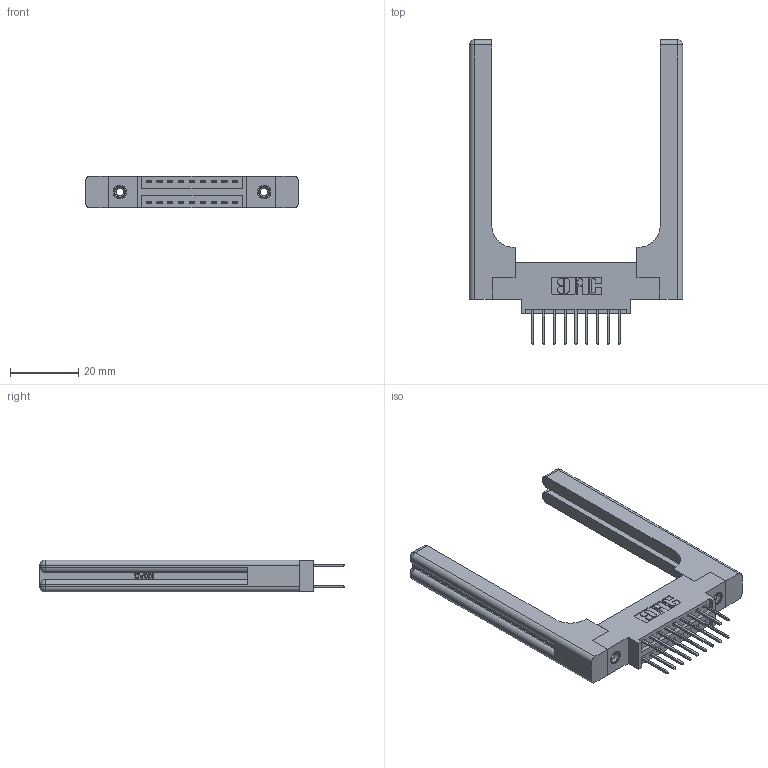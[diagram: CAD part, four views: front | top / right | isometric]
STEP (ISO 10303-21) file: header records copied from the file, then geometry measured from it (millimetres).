
FILE_DESCRIPTION (( 'STEP AP203' ), '1' );
FILE_NAME ('396-018-526-858.STEP', '2019-11-01T17:51:32', ( '' ), ( '' ), 'SwSTEP 2.0', 'SolidWorks 2016', '' );
FILE_SCHEMA (( 'CONFIG_CONTROL_DESIGN' ));
Length unit declared in the file: inch
Products named in the file (5): 345-292-001_345-293-126; 345-250-001_345-250-001-102; 346-220-058_345-220-058; 396-018-526-858; 346 Part_0.170 Offset - 0.156 Dia-TH
Assembly tree (23 placements, depth 2):
  396-018-526-858
    346 Part_0.170 Offset - 0.156 Dia-TH
    345-292-001_345-293-126  x18
    345-250-001_345-250-001-102  x2
    346-220-058_345-220-058  x2
Bounding box: 62.64 x 89.41 x 9.4 mm (x, y, z)
Volume: 13220.7 mm3; surface area: 12637.2 mm2
Topology: 23 solids, 23 shells, 1318 faces, 3797 edges, 2486 vertices
Faces by surface type: plane 858, cylinder 400, bspline 36, cone 12, sphere 8, torus 4
Entity records: 15648 total; most frequent: CARTESIAN_POINT 3633, ORIENTED_EDGE 2364, DIRECTION 2186, EDGE_CURVE 1182, LINE 922, VECTOR 922, VERTEX_POINT 778, AXIS2_PLACEMENT_3D 632
